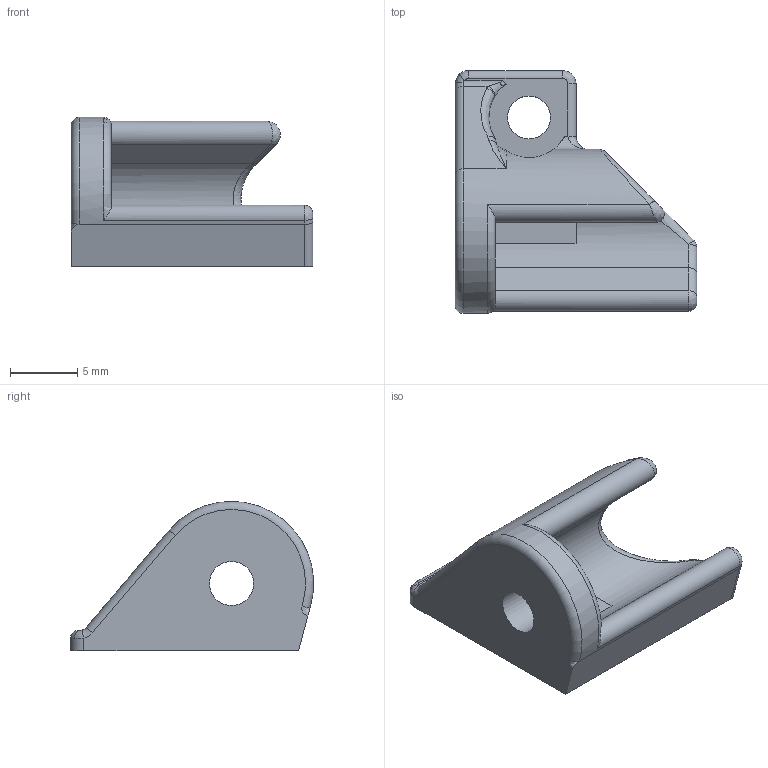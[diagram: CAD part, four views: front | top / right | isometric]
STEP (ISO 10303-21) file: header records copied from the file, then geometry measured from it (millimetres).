
FILE_DESCRIPTION(/* description */ (''),/* implementation_level */ '2;1');
FILE_NAME(/* name */ 'FanClip1.2.step',/* time_stamp */ '2018-01-13T22:26:44+01:00',/* author */ ('remote'),/* organization */ (''),/* preprocessor_version */ 'ST-DEVELOPER v16.5',/* originating_system */ 'Autodesk Inventor LT',/* authorisation */ '');
FILE_SCHEMA (('AUTOMOTIVE_DESIGN { 1 0 10303 214 3 1 1 }'));
Length unit declared in the file: millimetre
Products named in the file (1): FanClip1.2
Bounding box: 18 x 18.11 x 11.11 mm (x, y, z)
Volume: 1038 mm3; surface area: 1077.7 mm2
Topology: 1 solids, 1 shells, 63 faces, 161 edges, 97 vertices
Faces by surface type: cylinder 22, plane 17, bspline 16, torus 7, sphere 1
Full cylindrical faces by diameter (mm): 3.2 x1, 3.3 x1
Entity records: 2434 total; most frequent: CARTESIAN_POINT 940, ORIENTED_EDGE 310, DIRECTION 304, EDGE_CURVE 155, AXIS2_PLACEMENT_3D 124, VERTEX_POINT 96, EDGE_LOOP 69, FACE_OUTER_BOUND 63
